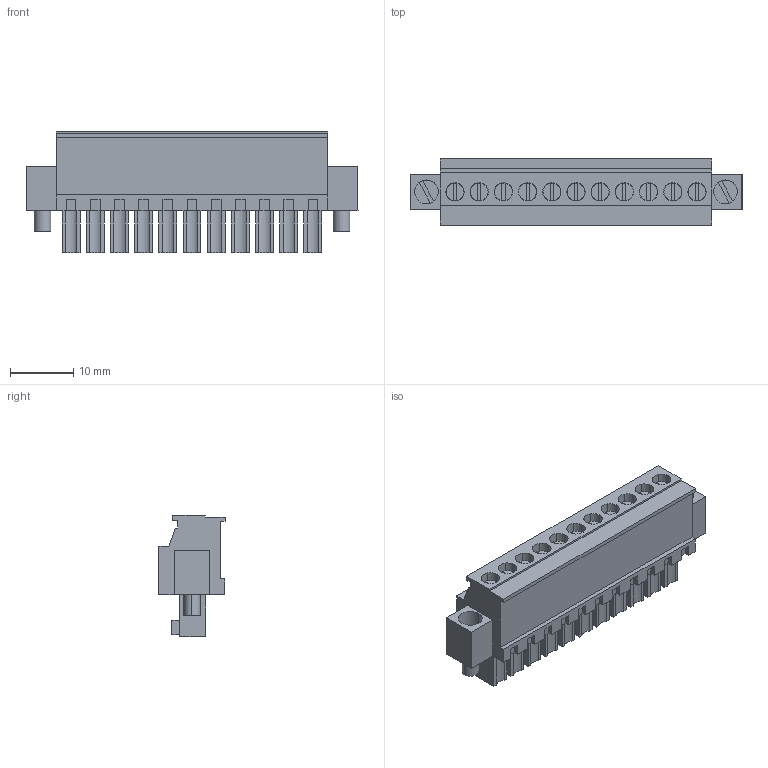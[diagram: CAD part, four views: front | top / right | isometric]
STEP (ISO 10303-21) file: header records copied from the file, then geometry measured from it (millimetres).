
FILE_DESCRIPTION(('CATIA V5 STEP Exchange','CAx-IF Rec.Pracs.--- Model Styling and Organization---1.2---2011-12-15'),'2;1');
FILE_NAME ('D1459661_0_1940070000_1940070000.stp','2017-04-11T10:07:09+00:00',('none'),('Weidmueller'),'CATIA Version 5-6 Release 2014','CATIA V5 STEP AP214','none');
FILE_SCHEMA(('AUTOMOTIVE_DESIGN { 1 0 10303 214 1 1 1 1 }'));
Length unit declared in the file: millimetre
Products named in the file (1): 1940070000
Bounding box: 52.3 x 10.45 x 19.1 mm (x, y, z)
Volume: 5509.9 mm3; surface area: 4736 mm2
Topology: 14 solids, 14 shells, 504 faces, 1265 edges, 850 vertices
Faces by surface type: plane 396, cylinder 108
Entity records: 14095 total; most frequent: CARTESIAN_POINT 2753, ORIENTED_EDGE 2530, DIRECTION 1858, EDGE_CURVE 1265, VECTOR 997, LINE 997, VERTEX_POINT 850, EDGE_LOOP 569
